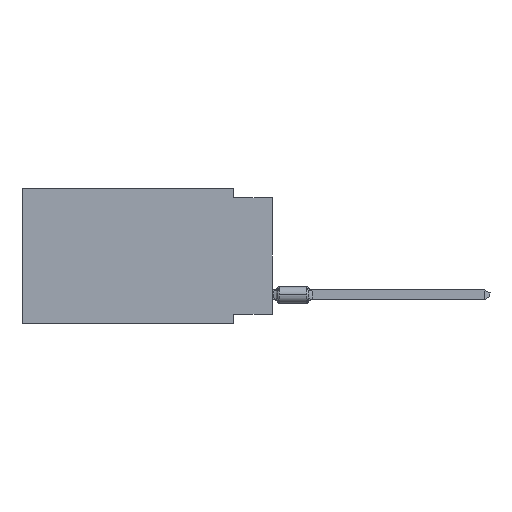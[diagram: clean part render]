
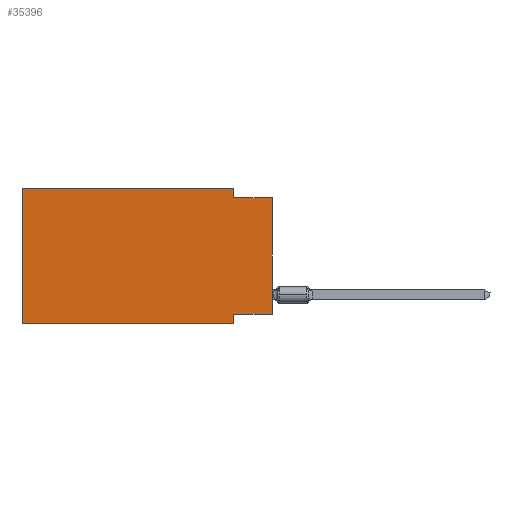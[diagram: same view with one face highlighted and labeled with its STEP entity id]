
A CAD part, left-side view. The second image highlights one B-rep face of the part: STEP entity #35396.
In plain terms, the highlighted planar face has unit normal (-1, 0, 0).
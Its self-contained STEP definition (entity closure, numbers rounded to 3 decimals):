
#565 = EDGE_LOOP ( 'NONE', ( #7261, #25050, #24819, #21251, #4078, #8031, #27596, #28887 ) ) ;
#681 = CARTESIAN_POINT ( 'NONE',  ( 0., 2.54, -8.255 ) ) ;
#817 = EDGE_CURVE ( 'NONE', #15650, #9435, #19378, .T. ) ;
#1176 = CARTESIAN_POINT ( 'NONE',  ( 0., 16.383, 0. ) ) ;
#1630 = DIRECTION ( 'NONE',  ( 0., 0., -1. ) ) ;
#2170 = VERTEX_POINT ( 'NONE', #1176 ) ;
#2576 = VECTOR ( 'NONE', #35681, 1000. ) ;
#3007 = FACE_OUTER_BOUND ( 'NONE', #565, .T. ) ;
#3439 = CARTESIAN_POINT ( 'NONE',  ( 0., 2.54, -0.635 ) ) ;
#3630 = VERTEX_POINT ( 'NONE', #9616 ) ;
#4007 = VECTOR ( 'NONE', #25019, 1000. ) ;
#4078 = ORIENTED_EDGE ( 'NONE', *, *, #4818, .F. ) ;
#4305 = LINE ( 'NONE', #37511, #17750 ) ;
#4818 = EDGE_CURVE ( 'NONE', #3630, #2170, #28197, .T. ) ;
#4989 = EDGE_CURVE ( 'NONE', #15523, #5003, #16898, .T. ) ;
#5003 = VERTEX_POINT ( 'NONE', #29367 ) ;
#5837 = LINE ( 'NONE', #26390, #17461 ) ;
#6850 = DIRECTION ( 'NONE',  ( 0., 0., 1. ) ) ;
#7261 = ORIENTED_EDGE ( 'NONE', *, *, #4989, .T. ) ;
#7624 = EDGE_CURVE ( 'NONE', #3630, #9435, #27500, .T. ) ;
#8031 = ORIENTED_EDGE ( 'NONE', *, *, #7624, .T. ) ;
#8490 = DIRECTION ( 'NONE',  ( 0., -1., 0. ) ) ;
#8989 = DIRECTION ( 'NONE',  ( 0., 1., 0. ) ) ;
#9435 = VERTEX_POINT ( 'NONE', #22504 ) ;
#9616 = CARTESIAN_POINT ( 'NONE',  ( 0., 16.383, -8.89 ) ) ;
#10196 = LINE ( 'NONE', #33917, #4007 ) ;
#10807 = DIRECTION ( 'NONE',  ( 0., 0., -1. ) ) ;
#11197 = CARTESIAN_POINT ( 'NONE',  ( 0., 2.54, 0. ) ) ;
#11804 = VECTOR ( 'NONE', #30481, 1000. ) ;
#12087 = CARTESIAN_POINT ( 'NONE',  ( 0., 16.383, 0. ) ) ;
#12850 = EDGE_CURVE ( 'NONE', #2170, #16860, #36708, .T. ) ;
#13612 = EDGE_CURVE ( 'NONE', #26309, #5003, #10196, .T. ) ;
#15523 = VERTEX_POINT ( 'NONE', #21216 ) ;
#15650 = VERTEX_POINT ( 'NONE', #681 ) ;
#16860 = VERTEX_POINT ( 'NONE', #11197 ) ;
#16898 = LINE ( 'NONE', #17669, #2576 ) ;
#17461 = VECTOR ( 'NONE', #8989, 1000. ) ;
#17669 = CARTESIAN_POINT ( 'NONE',  ( 0., 0., 0. ) ) ;
#17750 = VECTOR ( 'NONE', #10807, 1000. ) ;
#19378 = LINE ( 'NONE', #28120, #36694 ) ;
#20866 = EDGE_CURVE ( 'NONE', #15523, #15650, #5837, .T. ) ;
#21216 = CARTESIAN_POINT ( 'NONE',  ( 0., 0., -8.255 ) ) ;
#21251 = ORIENTED_EDGE ( 'NONE', *, *, #12850, .F. ) ;
#22504 = CARTESIAN_POINT ( 'NONE',  ( 0., 2.54, -8.89 ) ) ;
#23214 = VECTOR ( 'NONE', #8490, 1000. ) ;
#24153 = DIRECTION ( 'NONE',  ( 1., 0., 0. ) ) ;
#24819 = ORIENTED_EDGE ( 'NONE', *, *, #33438, .F. ) ;
#24935 = CARTESIAN_POINT ( 'NONE',  ( 0., 16.383, -8.89 ) ) ;
#25019 = DIRECTION ( 'NONE',  ( 0., -1., 0. ) ) ;
#25050 = ORIENTED_EDGE ( 'NONE', *, *, #13612, .F. ) ;
#26309 = VERTEX_POINT ( 'NONE', #3439 ) ;
#26390 = CARTESIAN_POINT ( 'NONE',  ( 0., 0., -8.255 ) ) ;
#27104 = PLANE ( 'NONE',  #34693 ) ;
#27500 = LINE ( 'NONE', #24935, #11804 ) ;
#27596 = ORIENTED_EDGE ( 'NONE', *, *, #817, .F. ) ;
#28014 = CARTESIAN_POINT ( 'NONE',  ( 0., 16.383, 0. ) ) ;
#28120 = CARTESIAN_POINT ( 'NONE',  ( 0., 2.54, -8.89 ) ) ;
#28197 = LINE ( 'NONE', #28014, #39088 ) ;
#28887 = ORIENTED_EDGE ( 'NONE', *, *, #20866, .F. ) ;
#29367 = CARTESIAN_POINT ( 'NONE',  ( 0., 0., -0.635 ) ) ;
#30481 = DIRECTION ( 'NONE',  ( 0., -1., 0. ) ) ;
#32627 = CARTESIAN_POINT ( 'NONE',  ( 0., 16.383, 0. ) ) ;
#33438 = EDGE_CURVE ( 'NONE', #16860, #26309, #4305, .T. ) ;
#33917 = CARTESIAN_POINT ( 'NONE',  ( 0., 0., -0.635 ) ) ;
#34693 = AXIS2_PLACEMENT_3D ( 'NONE', #12087, #24153, #36216 ) ;
#35396 = ADVANCED_FACE ( 'NONE', ( #3007 ), #27104, .F. ) ;
#35681 = DIRECTION ( 'NONE',  ( 0., 0., 1. ) ) ;
#36216 = DIRECTION ( 'NONE',  ( 0., 0., -1. ) ) ;
#36694 = VECTOR ( 'NONE', #1630, 1000. ) ;
#36708 = LINE ( 'NONE', #32627, #23214 ) ;
#37511 = CARTESIAN_POINT ( 'NONE',  ( 0., 2.54, 0. ) ) ;
#39088 = VECTOR ( 'NONE', #6850, 1000. ) ;
